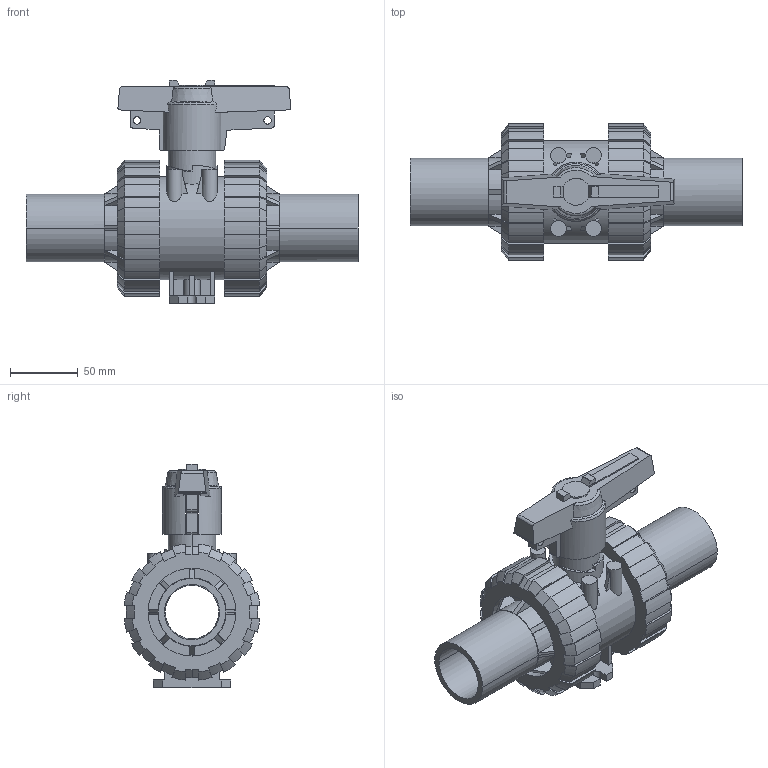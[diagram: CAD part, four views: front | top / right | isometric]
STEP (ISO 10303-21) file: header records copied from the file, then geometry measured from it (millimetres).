
FILE_DESCRIPTION(('STEP AP214'),'1');
FILE_NAME('cctmp_131901AA-A7C2-4EE7-95FD-B0F0CD155E81_2021_10_20_13_37_50_0482..stp','2021-10-20T11:37:51',('Praher Valves GmbH'),('CADClick - www.CADClick.com'),'Spatial InterOp 3D',' ','unknown authorization');
FILE_SCHEMA(('AUTOMOTIVE_DESIGN'));
Length unit declared in the file: millimetre
Products named in the file (7): cc_unnamed; 210443_5; 210443_4; 210443_3; 210443_2; 210443_1; 210443
Assembly tree (6 placements, depth 2):
  cc_unnamed
    210443_5
    210443_4
    210443_3
    210443_2
    210443_1
    210443
Bounding box: 245.5 x 100.56 x 165.37 mm (x, y, z)
Volume: 717486.5 mm3; surface area: 193581.6 mm2
Topology: 6 solids, 6 shells, 516 faces, 1480 edges, 982 vertices
Faces by surface type: plane 250, cylinder 122, cone 80, bspline 56, torus 8
Entity records: 23453 total; most frequent: CARTESIAN_POINT 6216, ORIENTED_EDGE 2960, DIRECTION 2458, EDGE_CURVE 1480, VERTEX_POINT 982, AXIS2_PLACEMENT_3D 865, LINE 728, VECTOR 728
